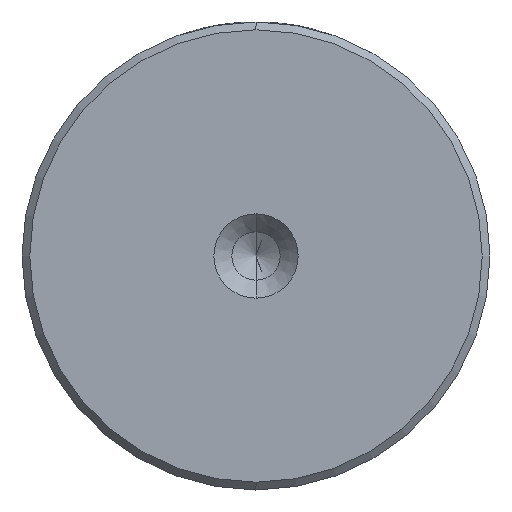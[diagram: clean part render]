
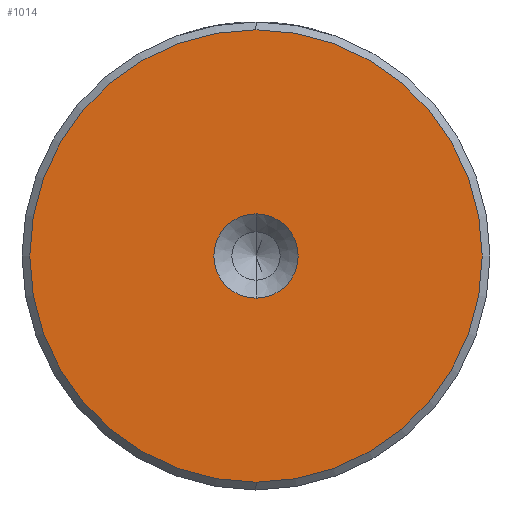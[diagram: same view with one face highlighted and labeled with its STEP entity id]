
A CAD part, left-side view. The second image highlights one B-rep face of the part: STEP entity #1014.
In plain terms, the highlighted planar face has unit normal (-1, 0, 0).
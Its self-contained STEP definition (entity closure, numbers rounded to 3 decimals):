
#156 = AXIS2_PLACEMENT_3D ( 'NONE', #1529, #463, #1706 ) ;
#239 = EDGE_LOOP ( 'NONE', ( #714, #1105 ) ) ;
#264 = CARTESIAN_POINT ( 'NONE',  ( 0., 0., -2.7 ) ) ;
#284 = CIRCLE ( 'NONE', #1815, 14.5 ) ;
#288 = CARTESIAN_POINT ( 'NONE',  ( 0., 0., -14.5 ) ) ;
#310 = DIRECTION ( 'NONE',  ( 0., 0., 1. ) ) ;
#422 = FACE_OUTER_BOUND ( 'NONE', #239, .T. ) ;
#463 = DIRECTION ( 'NONE',  ( -1., 0., 0. ) ) ;
#502 = EDGE_CURVE ( 'NONE', #548, #1790, #652, .T. ) ;
#548 = VERTEX_POINT ( 'NONE', #1321 ) ;
#550 = CIRCLE ( 'NONE', #156, 14.5 ) ;
#576 = EDGE_LOOP ( 'NONE', ( #1400, #1935 ) ) ;
#650 = EDGE_CURVE ( 'NONE', #1790, #548, #1779, .T. ) ;
#652 = CIRCLE ( 'NONE', #2359, 2.7 ) ;
#714 = ORIENTED_EDGE ( 'NONE', *, *, #747, .T. ) ;
#729 = DIRECTION ( 'NONE',  ( 0., 0., 1. ) ) ;
#737 = DIRECTION ( 'NONE',  ( -1., 0., 0. ) ) ;
#747 = EDGE_CURVE ( 'NONE', #1875, #1279, #284, .T. ) ;
#886 = CARTESIAN_POINT ( 'NONE',  ( 0., 0., 0. ) ) ;
#896 = FACE_BOUND ( 'NONE', #576, .T. ) ;
#921 = CARTESIAN_POINT ( 'NONE',  ( 0., 0., 0. ) ) ;
#1014 = ADVANCED_FACE ( 'NONE', ( #422, #896 ), #2083, .T. ) ;
#1097 = AXIS2_PLACEMENT_3D ( 'NONE', #1323, #1301, #1143 ) ;
#1102 = DIRECTION ( 'NONE',  ( 0., 0., 1. ) ) ;
#1105 = ORIENTED_EDGE ( 'NONE', *, *, #1461, .T. ) ;
#1143 = DIRECTION ( 'NONE',  ( 0., 0., 1. ) ) ;
#1279 = VERTEX_POINT ( 'NONE', #2360 ) ;
#1301 = DIRECTION ( 'NONE',  ( -1., 0., 0. ) ) ;
#1321 = CARTESIAN_POINT ( 'NONE',  ( 0., 0., 2.7 ) ) ;
#1323 = CARTESIAN_POINT ( 'NONE',  ( 0., 0., 0. ) ) ;
#1348 = CARTESIAN_POINT ( 'NONE',  ( 0., 0., 0. ) ) ;
#1387 = DIRECTION ( 'NONE',  ( -1., 0., 0. ) ) ;
#1400 = ORIENTED_EDGE ( 'NONE', *, *, #502, .F. ) ;
#1461 = EDGE_CURVE ( 'NONE', #1279, #1875, #550, .T. ) ;
#1529 = CARTESIAN_POINT ( 'NONE',  ( 0., 0., 0. ) ) ;
#1706 = DIRECTION ( 'NONE',  ( 0., 0., 1. ) ) ;
#1779 = CIRCLE ( 'NONE', #1097, 2.7 ) ;
#1790 = VERTEX_POINT ( 'NONE', #264 ) ;
#1815 = AXIS2_PLACEMENT_3D ( 'NONE', #921, #2186, #1102 ) ;
#1875 = VERTEX_POINT ( 'NONE', #288 ) ;
#1935 = ORIENTED_EDGE ( 'NONE', *, *, #650, .F. ) ;
#2083 = PLANE ( 'NONE',  #2157 ) ;
#2157 = AXIS2_PLACEMENT_3D ( 'NONE', #1348, #1387, #310 ) ;
#2186 = DIRECTION ( 'NONE',  ( -1., 0., 0. ) ) ;
#2359 = AXIS2_PLACEMENT_3D ( 'NONE', #886, #737, #729 ) ;
#2360 = CARTESIAN_POINT ( 'NONE',  ( 0., 0., 14.5 ) ) ;
